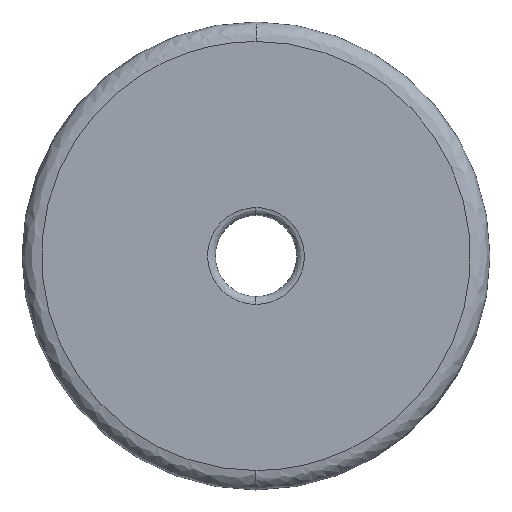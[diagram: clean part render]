
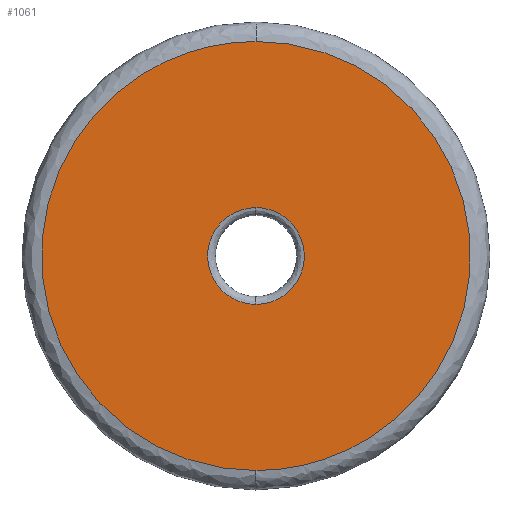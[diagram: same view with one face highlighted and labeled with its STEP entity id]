
A CAD part, front view. The second image highlights one B-rep face of the part: STEP entity #1061.
In plain terms, the highlighted planar face has unit normal (0, -1, 0).
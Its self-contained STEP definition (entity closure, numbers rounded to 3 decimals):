
#1061 = ADVANCED_FACE ( 'NONE', ( #35728, #40604 ), #45791, .F. ) ;
#2170 = EDGE_CURVE ( 'NONE', #32840, #14662, #15666, .T. ) ;
#3998 = CARTESIAN_POINT ( 'NONE',  ( 0., -1.5, 0. ) ) ;
#4131 = CARTESIAN_POINT ( 'NONE',  ( 0., -1.5, -13.75 ) ) ;
#4361 = CARTESIAN_POINT ( 'NONE',  ( -27.5, -1.5, 13.75 ) ) ;
#4863 = CARTESIAN_POINT ( 'NONE',  ( 3.1, -1.5, 1.816 ) ) ;
#5152 = ORIENTED_EDGE ( 'NONE', *, *, #2170, .F. ) ;
#7535 = ORIENTED_EDGE ( 'NONE', *, *, #14289, .F. ) ;
#9768 = CARTESIAN_POINT ( 'NONE',  ( 1.816, -1.5, 3.1 ) ) ;
#10556 = ORIENTED_EDGE ( 'NONE', *, *, #50895, .F. ) ;
#10814 = VERTEX_POINT ( 'NONE', #34565 ) ;
#11759 =( BOUNDED_CURVE ( )  B_SPLINE_CURVE ( 3, ( #59950, #59042, #17241, #4131 ),
 .UNSPECIFIED., .F., .T. ) 
 B_SPLINE_CURVE_WITH_KNOTS ( ( 4, 4 ),
 ( 0., 1. ),
 .UNSPECIFIED. ) 
 CURVE ( )  GEOMETRIC_REPRESENTATION_ITEM ( )  RATIONAL_B_SPLINE_CURVE ( ( 1., 0.333, 0.333, 1. ) ) 
 REPRESENTATION_ITEM ( '' )  );
#14289 = EDGE_CURVE ( 'NONE', #10814, #30829, #11759, .T. ) ;
#14662 = VERTEX_POINT ( 'NONE', #17772 ) ;
#15666 =( BOUNDED_CURVE ( )  B_SPLINE_CURVE ( 3, ( #40613, #17131, #35737, #54966 ),
 .UNSPECIFIED., .F., .F. ) 
 B_SPLINE_CURVE_WITH_KNOTS ( ( 4, 4 ),
 ( 0., 1. ),
 .UNSPECIFIED. ) 
 CURVE ( )  GEOMETRIC_REPRESENTATION_ITEM ( )  RATIONAL_B_SPLINE_CURVE ( ( 1., 0.333, 0.333, 1. ) ) 
 REPRESENTATION_ITEM ( '' )  );
#17131 = CARTESIAN_POINT ( 'NONE',  ( -6.2, -1.5, 3.1 ) ) ;
#17241 = CARTESIAN_POINT ( 'NONE',  ( 27.5, -1.5, -13.75 ) ) ;
#17772 = CARTESIAN_POINT ( 'NONE',  ( 0., -1.5, -3.1 ) ) ;
#22303 = DIRECTION ( 'NONE',  ( 0., 1., 0. ) ) ;
#25813 =( BOUNDED_CURVE ( )  B_SPLINE_CURVE ( 3, ( #32016, #50357, #60093, #27144, #4863, #9768, #45751 ),
 .UNSPECIFIED., .F., .F. ) 
 B_SPLINE_CURVE_WITH_KNOTS ( ( 4, 3, 4 ),
 ( 0., 0.5, 1. ),
 .UNSPECIFIED. ) 
 CURVE ( )  GEOMETRIC_REPRESENTATION_ITEM ( )  RATIONAL_B_SPLINE_CURVE ( ( 1., 0.805, 0.805, 1., 0.805, 0.805, 1. ) ) 
 REPRESENTATION_ITEM ( '' )  );
#26112 = EDGE_LOOP ( 'NONE', ( #7535, #10556 ) ) ;
#26948 = CARTESIAN_POINT ( 'NONE',  ( -27.5, -1.5, -13.75 ) ) ;
#27144 = CARTESIAN_POINT ( 'NONE',  ( 3.1, -1.5, 0. ) ) ;
#27522 = EDGE_CURVE ( 'NONE', #14662, #32840, #25813, .T. ) ;
#30387 = ORIENTED_EDGE ( 'NONE', *, *, #27522, .F. ) ;
#30829 = VERTEX_POINT ( 'NONE', #44896 ) ;
#32016 = CARTESIAN_POINT ( 'NONE',  ( 0., -1.5, -3.1 ) ) ;
#32840 = VERTEX_POINT ( 'NONE', #33369 ) ;
#33369 = CARTESIAN_POINT ( 'NONE',  ( 0., -1.5, 3.1 ) ) ;
#34565 = CARTESIAN_POINT ( 'NONE',  ( 0., -1.5, 13.75 ) ) ;
#35728 = FACE_BOUND ( 'NONE', #39417, .T. ) ;
#35737 = CARTESIAN_POINT ( 'NONE',  ( -6.2, -1.5, -3.1 ) ) ;
#36702 = CARTESIAN_POINT ( 'NONE',  ( 0., -1.5, -13.75 ) ) ;
#39417 = EDGE_LOOP ( 'NONE', ( #5152, #30387 ) ) ;
#40604 = FACE_OUTER_BOUND ( 'NONE', #26112, .T. ) ;
#40613 = CARTESIAN_POINT ( 'NONE',  ( 0., -1.5, 3.1 ) ) ;
#41580 = CARTESIAN_POINT ( 'NONE',  ( 0., -1.5, 13.75 ) ) ;
#44881 = DIRECTION ( 'NONE',  ( 0., 0., 1. ) ) ;
#44896 = CARTESIAN_POINT ( 'NONE',  ( 0., -1.5, -13.75 ) ) ;
#45290 = AXIS2_PLACEMENT_3D ( 'NONE', #3998, #22303, #44881 ) ;
#45751 = CARTESIAN_POINT ( 'NONE',  ( 0., -1.5, 3.1 ) ) ;
#45791 = PLANE ( 'NONE',  #45290 ) ;
#50357 = CARTESIAN_POINT ( 'NONE',  ( 1.816, -1.5, -3.1 ) ) ;
#50895 = EDGE_CURVE ( 'NONE', #30829, #10814, #51508, .T. ) ;
#51508 =( BOUNDED_CURVE ( )  B_SPLINE_CURVE ( 3, ( #36702, #26948, #4361, #41580 ),
 .UNSPECIFIED., .F., .T. ) 
 B_SPLINE_CURVE_WITH_KNOTS ( ( 4, 4 ),
 ( 0., 1. ),
 .UNSPECIFIED. ) 
 CURVE ( )  GEOMETRIC_REPRESENTATION_ITEM ( )  RATIONAL_B_SPLINE_CURVE ( ( 1., 0.333, 0.333, 1. ) ) 
 REPRESENTATION_ITEM ( '' )  );
#54966 = CARTESIAN_POINT ( 'NONE',  ( 0., -1.5, -3.1 ) ) ;
#59042 = CARTESIAN_POINT ( 'NONE',  ( 27.5, -1.5, 13.75 ) ) ;
#59950 = CARTESIAN_POINT ( 'NONE',  ( 0., -1.5, 13.75 ) ) ;
#60093 = CARTESIAN_POINT ( 'NONE',  ( 3.1, -1.5, -1.816 ) ) ;
